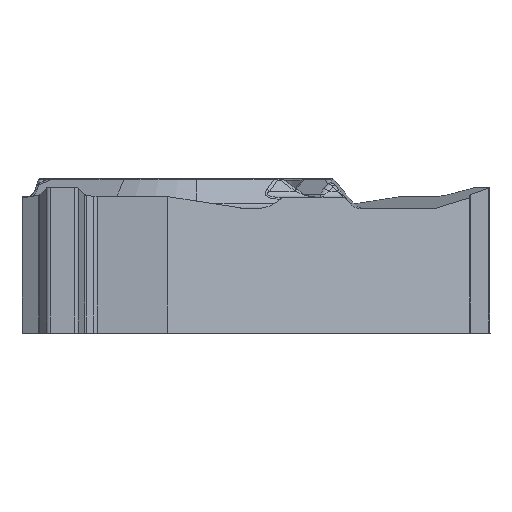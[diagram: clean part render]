
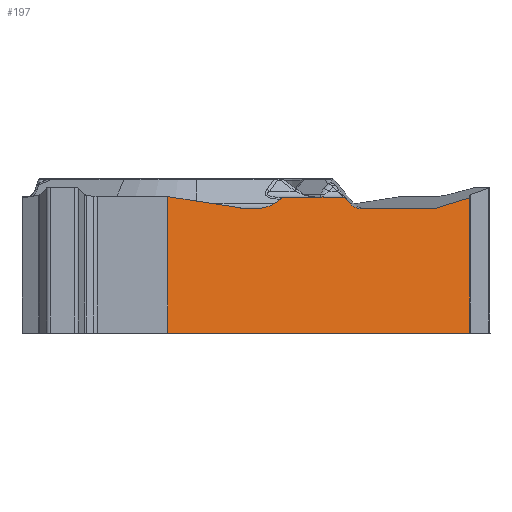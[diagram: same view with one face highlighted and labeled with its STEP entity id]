
A CAD part, front view. The second image highlights one B-rep face of the part: STEP entity #197.
In plain terms, the highlighted planar face has unit normal (0.5, -0.866, 0).
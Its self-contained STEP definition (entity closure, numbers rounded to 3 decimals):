
#197=ADVANCED_FACE('',(#445),#395,.F.);
#395=PLANE('',#3323);
#445=FACE_OUTER_BOUND('',#637,.T.);
#637=EDGE_LOOP('',(#1083,#1084,#1085,#1086,#1087,#1088,#1089,#1090,#1091,
#1092,#1093,#1094,#1095,#1096,#1097,#1098));
#849=ELLIPSE('',#3318,0.489,0.415);
#850=ELLIPSE('',#3319,0.177,0.15);
#851=ELLIPSE('',#3320,0.3,0.15);
#852=ELLIPSE('',#3321,0.83,0.415);
#853=ELLIPSE('',#3322,0.83,0.415);
#919=CIRCLE('',#3317,0.415);
#1083=ORIENTED_EDGE('',*,*,#2337,.T.);
#1084=ORIENTED_EDGE('',*,*,#2338,.T.);
#1085=ORIENTED_EDGE('',*,*,#2339,.T.);
#1086=ORIENTED_EDGE('',*,*,#2340,.T.);
#1087=ORIENTED_EDGE('',*,*,#2341,.F.);
#1088=ORIENTED_EDGE('',*,*,#2342,.T.);
#1089=ORIENTED_EDGE('',*,*,#2343,.F.);
#1090=ORIENTED_EDGE('',*,*,#2344,.F.);
#1091=ORIENTED_EDGE('',*,*,#2345,.T.);
#1092=ORIENTED_EDGE('',*,*,#2346,.F.);
#1093=ORIENTED_EDGE('',*,*,#2347,.F.);
#1094=ORIENTED_EDGE('',*,*,#2348,.T.);
#1095=ORIENTED_EDGE('',*,*,#2349,.F.);
#1096=ORIENTED_EDGE('',*,*,#2350,.T.);
#1097=ORIENTED_EDGE('',*,*,#2351,.T.);
#1098=ORIENTED_EDGE('',*,*,#2352,.T.);
#2047=VERTEX_POINT('',#5010);
#2048=VERTEX_POINT('',#5011);
#2049=VERTEX_POINT('',#5013);
#2050=VERTEX_POINT('',#5015);
#2051=VERTEX_POINT('',#5017);
#2052=VERTEX_POINT('',#5019);
#2053=VERTEX_POINT('',#5021);
#2054=VERTEX_POINT('',#5023);
#2055=VERTEX_POINT('',#5025);
#2056=VERTEX_POINT('',#5027);
#2057=VERTEX_POINT('',#5029);
#2058=VERTEX_POINT('',#5031);
#2059=VERTEX_POINT('',#5033);
#2060=VERTEX_POINT('',#5035);
#2061=VERTEX_POINT('',#5037);
#2062=VERTEX_POINT('',#5039);
#2337=EDGE_CURVE('',#2047,#2048,#2807,.T.);
#2338=EDGE_CURVE('',#2048,#2049,#2808,.T.);
#2339=EDGE_CURVE('',#2049,#2050,#2809,.T.);
#2340=EDGE_CURVE('',#2050,#2051,#919,.T.);
#2341=EDGE_CURVE('',#2052,#2051,#2810,.T.);
#2342=EDGE_CURVE('',#2052,#2053,#849,.T.);
#2343=EDGE_CURVE('',#2054,#2053,#2811,.T.);
#2344=EDGE_CURVE('',#2055,#2054,#850,.T.);
#2345=EDGE_CURVE('',#2055,#2056,#2812,.T.);
#2346=EDGE_CURVE('',#2057,#2056,#851,.T.);
#2347=EDGE_CURVE('',#2058,#2057,#2813,.T.);
#2348=EDGE_CURVE('',#2058,#2059,#852,.T.);
#2349=EDGE_CURVE('',#2060,#2059,#2814,.T.);
#2350=EDGE_CURVE('',#2060,#2061,#853,.T.);
#2351=EDGE_CURVE('',#2061,#2062,#2815,.T.);
#2352=EDGE_CURVE('',#2062,#2047,#2816,.T.);
#2807=LINE('',#5009,#3023);
#2808=LINE('',#5012,#3024);
#2809=LINE('',#5014,#3025);
#2810=LINE('',#5018,#3026);
#2811=LINE('',#5022,#3027);
#2812=LINE('',#5026,#3028);
#2813=LINE('',#5030,#3029);
#2814=LINE('',#5034,#3030);
#2815=LINE('',#5038,#3031);
#2816=LINE('',#5040,#3032);
#3023=VECTOR('',#3716,1.);
#3024=VECTOR('',#3717,1.);
#3025=VECTOR('',#3718,1.);
#3026=VECTOR('',#3721,1.);
#3027=VECTOR('',#3724,1.);
#3028=VECTOR('',#3727,1.);
#3029=VECTOR('',#3730,1.);
#3030=VECTOR('',#3733,1.);
#3031=VECTOR('',#3736,1.);
#3032=VECTOR('',#3737,1.);
#3317=AXIS2_PLACEMENT_3D('',#5016,#3719,#3720);
#3318=AXIS2_PLACEMENT_3D('',#5020,#3722,#3723);
#3319=AXIS2_PLACEMENT_3D('',#5024,#3725,#3726);
#3320=AXIS2_PLACEMENT_3D('',#5028,#3728,#3729);
#3321=AXIS2_PLACEMENT_3D('',#5032,#3731,#3732);
#3322=AXIS2_PLACEMENT_3D('',#5036,#3734,#3735);
#3323=AXIS2_PLACEMENT_3D('',#5041,#3738,#3739);
#3716=DIRECTION('',(0.866,0.5,0.));
#3717=DIRECTION('',(0.,0.,1.));
#3718=DIRECTION('',(-0.837,-0.483,-0.259));
#3719=DIRECTION('',(-0.5,0.866,0.));
#3720=DIRECTION('',(-0.866,-0.5,0.));
#3721=DIRECTION('',(0.866,0.5,0.));
#3722=DIRECTION('',(-0.5,0.866,0.));
#3723=DIRECTION('',(-0.866,-0.5,0.));
#3724=DIRECTION('',(0.609,0.352,-0.711));
#3725=DIRECTION('',(-0.5,0.866,0.));
#3726=DIRECTION('',(0.866,0.5,0.));
#3727=DIRECTION('',(-0.866,-0.5,0.));
#3728=DIRECTION('',(-0.5,0.866,0.));
#3729=DIRECTION('',(-0.866,-0.5,0.));
#3730=DIRECTION('',(0.744,0.43,0.512));
#3731=DIRECTION('',(-0.5,0.866,0.));
#3732=DIRECTION('',(-0.866,-0.5,0.));
#3733=DIRECTION('',(0.866,0.5,0.));
#3734=DIRECTION('',(-0.5,0.866,0.));
#3735=DIRECTION('',(0.866,0.5,0.));
#3736=DIRECTION('',(-0.858,-0.496,0.133));
#3737=DIRECTION('',(0.,0.,-1.));
#3738=DIRECTION('',(-0.5,0.866,0.));
#3739=DIRECTION('',(-0.866,-0.5,0.));
#5009=CARTESIAN_POINT('',(8.733,-0.457,-3.97));
#5010=CARTESIAN_POINT('',(-0.787,-5.953,-3.97));
#5011=CARTESIAN_POINT('',(7.441,-1.203,-3.97));
#5012=CARTESIAN_POINT('',(7.441,-1.203,0.));
#5013=CARTESIAN_POINT('',(7.441,-1.203,-0.283));
#5014=CARTESIAN_POINT('',(-3.145,-7.315,-3.559));
#5015=CARTESIAN_POINT('',(6.512,-1.74,-0.571));
#5016=CARTESIAN_POINT('',(6.419,-1.793,-0.17));
#5017=CARTESIAN_POINT('',(6.419,-1.793,-0.585));
#5018=CARTESIAN_POINT('',(-3.971,-7.792,-0.585));
#5019=CARTESIAN_POINT('',(4.499,-2.902,-0.585));
#5020=CARTESIAN_POINT('',(4.499,-2.902,-0.17));
#5021=CARTESIAN_POINT('',(4.174,-3.089,-0.437));
#5022=CARTESIAN_POINT('',(-0.044,-5.525,4.486));
#5023=CARTESIAN_POINT('',(4.077,-3.145,-0.324));
#5024=CARTESIAN_POINT('',(3.96,-3.213,-0.42));
#5025=CARTESIAN_POINT('',(3.96,-3.213,-0.27));
#5026=CARTESIAN_POINT('',(-3.971,-7.792,-0.27));
#5027=CARTESIAN_POINT('',(2.476,-4.07,-0.27));
#5028=CARTESIAN_POINT('',(2.476,-4.07,-0.42));
#5029=CARTESIAN_POINT('',(2.277,-4.185,-0.324));
#5030=CARTESIAN_POINT('',(7.165,-1.363,3.039));
#5031=CARTESIAN_POINT('',(2.113,-4.279,-0.437));
#5032=CARTESIAN_POINT('',(1.562,-4.597,-0.17));
#5033=CARTESIAN_POINT('',(1.562,-4.597,-0.585));
#5034=CARTESIAN_POINT('',(8.733,-0.457,-0.585));
#5035=CARTESIAN_POINT('',(1.45,-4.662,-0.585));
#5036=CARTESIAN_POINT('',(1.45,-4.662,-0.17));
#5037=CARTESIAN_POINT('',(1.264,-4.77,-0.571));
#5038=CARTESIAN_POINT('',(8.537,-0.571,-1.696));
#5039=CARTESIAN_POINT('',(-0.787,-5.953,-0.254));
#5040=CARTESIAN_POINT('',(-0.787,-5.953,0.));
#5041=CARTESIAN_POINT('',(8.733,-0.457,0.));
